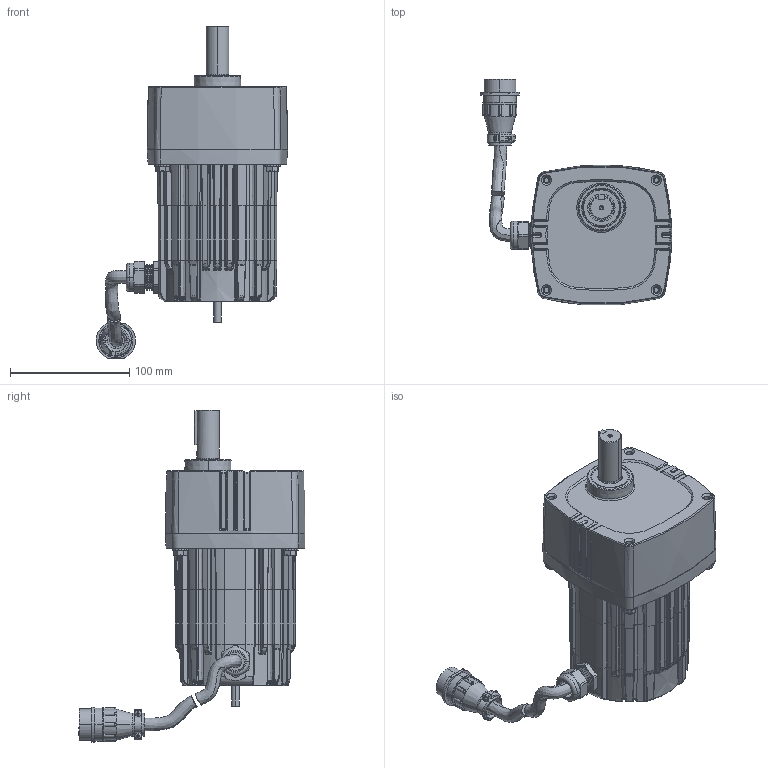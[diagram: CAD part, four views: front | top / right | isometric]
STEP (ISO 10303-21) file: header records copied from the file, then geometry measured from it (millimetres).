
FILE_DESCRIPTION (( 'STEP AP203' ), '1' );
FILE_NAME ('INFM0275.STEP', '2018-05-14T16:16:58', ( 'Admin' ), ( '' ), 'SwSTEP 2.0', 'SolidWorks 2017', '' );
FILE_SCHEMA (( 'CONFIG_CONTROL_DESIGN' ));
Length unit declared in the file: inch
Products named in the file (12): 491AZ001_491AZ001; 342AZ002_342AZ002; 54100085_54100085; 339AZ002_339AZ002; INFM0275; 54606510_54606510; 54101015_54101015; 328AZ001_328AZ001; 51400002_51400002; 57300029_57300029; 129AZ001_129AZ001; 114AZ002_114AZ002
Assembly tree (17 placements, depth 2):
  INFM0275
    114AZ002_114AZ002
    342AZ002_342AZ002
    339AZ002_339AZ002
    54606510_54606510
    54101015_54101015  x4
    328AZ001_328AZ001
    51400002_51400002
    57300029_57300029
    129AZ001_129AZ001
    491AZ001_491AZ001
    54100085_54100085  x4
Bounding box: 160.35 x 189.52 x 278.34 mm (x, y, z)
Volume: 1409331.9 mm3; surface area: 212481.7 mm2
Topology: 23 solids, 24 shells, 2349 faces, 5840 edges, 3601 vertices
Faces by surface type: plane 737, bspline 568, cylinder 518, cone 338, torus 160, sphere 28
Entity records: 83887 total; most frequent: CARTESIAN_POINT 37482, ORIENTED_EDGE 10202, DIRECTION 8511, EDGE_CURVE 5101, AXIS2_PLACEMENT_3D 3473, VERTEX_POINT 3184, EDGE_LOOP 2155, FACE_OUTER_BOUND 2040
